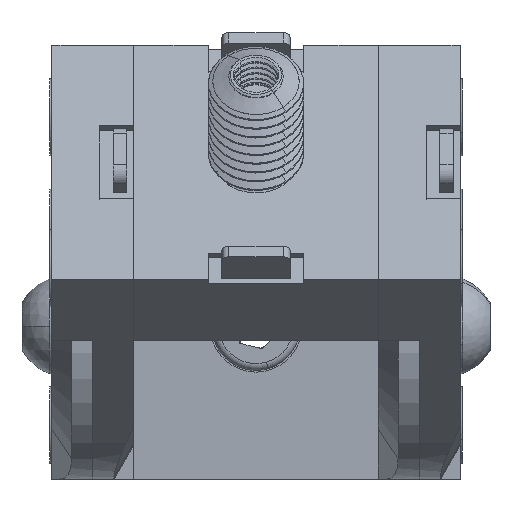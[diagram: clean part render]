
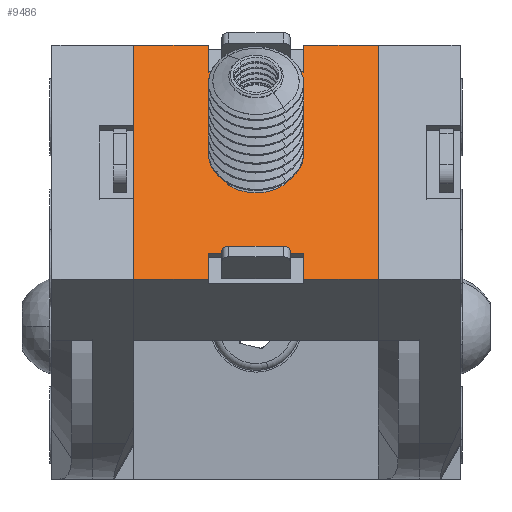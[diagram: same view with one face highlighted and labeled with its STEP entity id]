
A CAD part, front view. The second image highlights one B-rep face of the part: STEP entity #9486.
In plain terms, the highlighted planar face has unit normal (0, -0.766, 0.643).
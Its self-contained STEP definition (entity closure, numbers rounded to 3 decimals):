
#174 = EDGE_LOOP ( 'NONE', ( #16288, #16308 ) ) ;
#547 = EDGE_LOOP ( 'NONE', ( #16291, #16462, #16608, #16460, #16461, #16456, #16458, #16451, #16452, #16449, #16278, #16543 ) ) ;
#1454 = CARTESIAN_POINT ( 'NONE',  ( -5.03, -75.127, 29.369 ) ) ;
#1455 = CARTESIAN_POINT ( 'NONE',  ( 8.97, -75.127, 29.369 ) ) ;
#1457 = CARTESIAN_POINT ( 'NONE',  ( 1.97, -58.028, 49.745 ) ) ;
#1461 = CARTESIAN_POINT ( 'NONE',  ( 1.97, -63.299, 43.464 ) ) ;
#1465 = CARTESIAN_POINT ( 'NONE',  ( -5.03, -71.913, 33.199 ) ) ;
#1466 = CARTESIAN_POINT ( 'NONE',  ( 8.97, -71.913, 33.199 ) ) ;
#1477 = CARTESIAN_POINT ( 'NONE',  ( 8.97, -46.201, 63.841 ) ) ;
#1481 = CARTESIAN_POINT ( 'NONE',  ( 19.97, -46.201, 63.841 ) ) ;
#1484 = CARTESIAN_POINT ( 'NONE',  ( -16.03, -75.127, 29.369 ) ) ;
#1493 = CARTESIAN_POINT ( 'NONE',  ( -5.03, -49.415, 60.01 ) ) ;
#1494 = CARTESIAN_POINT ( 'NONE',  ( 8.97, -49.415, 60.01 ) ) ;
#1500 = CARTESIAN_POINT ( 'NONE',  ( -16.03, -46.201, 63.841 ) ) ;
#1503 = CARTESIAN_POINT ( 'NONE',  ( -5.03, -46.201, 63.841 ) ) ;
#1572 = CARTESIAN_POINT ( 'NONE',  ( 19.97, -75.127, 29.369 ) ) ;
#1630 = CARTESIAN_POINT ( 'NONE',  ( -16.03, -46.201, 63.841 ) ) ;
#1635 = DIRECTION ( 'NONE',  ( 0., -0.643, -0.766 ) ) ;
#1669 = CARTESIAN_POINT ( 'NONE',  ( -5.03, -46.201, 63.841 ) ) ;
#1691 = DIRECTION ( 'NONE',  ( 0., -0.643, -0.766 ) ) ;
#1699 = DIRECTION ( 'NONE',  ( 1., 0., 0. ) ) ;
#1704 = CARTESIAN_POINT ( 'NONE',  ( 8.97, -75.127, 29.369 ) ) ;
#1705 = CARTESIAN_POINT ( 'NONE',  ( 19.97, -46.201, 63.841 ) ) ;
#1706 = DIRECTION ( 'NONE',  ( 0., 0.643, 0.766 ) ) ;
#1708 = CARTESIAN_POINT ( 'NONE',  ( 19.97, -46.201, 63.841 ) ) ;
#1709 = DIRECTION ( 'NONE',  ( 1., 0., 0. ) ) ;
#1712 = CARTESIAN_POINT ( 'NONE',  ( -5.03, -75.127, 29.369 ) ) ;
#1713 = CARTESIAN_POINT ( 'NONE',  ( 19.97, -75.127, 29.369 ) ) ;
#1719 = DIRECTION ( 'NONE',  ( 1., 0., 0. ) ) ;
#1724 = CARTESIAN_POINT ( 'NONE',  ( 19.97, -75.127, 29.369 ) ) ;
#1725 = DIRECTION ( 'NONE',  ( 1., 0., 0. ) ) ;
#1727 = DIRECTION ( 'NONE',  ( -1., 0., 0. ) ) ;
#1729 = DIRECTION ( 'NONE',  ( 0., -0.643, -0.766 ) ) ;
#1730 = CARTESIAN_POINT ( 'NONE',  ( 19.97, -46.201, 63.841 ) ) ;
#1732 = CARTESIAN_POINT ( 'NONE',  ( 8.97, -71.913, 33.199 ) ) ;
#1733 = CARTESIAN_POINT ( 'NONE',  ( 1.97, -60.664, 46.605 ) ) ;
#1734 = DIRECTION ( 'NONE',  ( 0., 0.766, -0.643 ) ) ;
#1735 = DIRECTION ( 'NONE',  ( 0., -0.643, -0.766 ) ) ;
#1737 = DIRECTION ( 'NONE',  ( 0., -0.643, -0.766 ) ) ;
#1739 = CARTESIAN_POINT ( 'NONE',  ( 1.97, -60.664, 46.605 ) ) ;
#1740 = DIRECTION ( 'NONE',  ( 0., 0.766, -0.643 ) ) ;
#1741 = DIRECTION ( 'NONE',  ( 0., -0.643, -0.766 ) ) ;
#1742 = CARTESIAN_POINT ( 'NONE',  ( 8.97, -46.201, 63.841 ) ) ;
#1743 = DIRECTION ( 'NONE',  ( 0., 0.643, 0.766 ) ) ;
#8232 = LINE ( 'NONE', #1630, #8237 ) ;
#8237 = VECTOR ( 'NONE', #1635, 1000. ) ;
#8268 = LINE ( 'NONE', #1669, #8281 ) ;
#8281 = VECTOR ( 'NONE', #1691, 1000. ) ;
#8292 = LINE ( 'NONE', #1704, #8295 ) ;
#8294 = LINE ( 'NONE', #1713, #8308 ) ;
#8295 = VECTOR ( 'NONE', #1706, 1000. ) ;
#8296 = LINE ( 'NONE', #1708, #8299 ) ;
#8299 = VECTOR ( 'NONE', #1709, 1000. ) ;
#8302 = LINE ( 'NONE', #1705, #8304 ) ;
#8304 = VECTOR ( 'NONE', #1699, 1000. ) ;
#8305 = LINE ( 'NONE', #1712, #8318 ) ;
#8308 = VECTOR ( 'NONE', #1719, 1000. ) ;
#8311 = LINE ( 'NONE', #1724, #8314 ) ;
#8314 = VECTOR ( 'NONE', #1725, 1000. ) ;
#8315 = LINE ( 'NONE', #1732, #8321 ) ;
#8317 = CIRCLE ( 'NONE', #10186, 4.1 ) ;
#8318 = VECTOR ( 'NONE', #1729, 1000. ) ;
#8319 = LINE ( 'NONE', #1730, #8323 ) ;
#8321 = VECTOR ( 'NONE', #1727, 1000. ) ;
#8322 = CIRCLE ( 'NONE', #10187, 4.1 ) ;
#8323 = VECTOR ( 'NONE', #1737, 1000. ) ;
#8325 = LINE ( 'NONE', #1742, #8328 ) ;
#8328 = VECTOR ( 'NONE', #1743, 1000. ) ;
#8414 = LINE ( 'NONE', #15565, #8425 ) ;
#8425 = VECTOR ( 'NONE', #15579, 1000. ) ;
#9486 = ADVANCED_FACE ( 'NONE', ( #11957, #11960 ), #14538, .F. ) ;
#10186 = AXIS2_PLACEMENT_3D ( 'NONE', #1733, #1734, #1735 ) ;
#10187 = AXIS2_PLACEMENT_3D ( 'NONE', #1739, #1740, #1741 ) ;
#11957 = FACE_BOUND ( 'NONE', #174, .T. ) ;
#11960 = FACE_OUTER_BOUND ( 'NONE', #547, .T. ) ;
#14533 = CARTESIAN_POINT ( 'NONE',  ( 19.97, -46.201, 63.841 ) ) ;
#14538 = PLANE ( 'NONE',  #21227 ) ;
#14546 = DIRECTION ( 'NONE',  ( 0., 0.766, -0.643 ) ) ;
#14547 = DIRECTION ( 'NONE',  ( 0., -0.643, -0.766 ) ) ;
#15565 = CARTESIAN_POINT ( 'NONE',  ( 8.97, -49.415, 60.01 ) ) ;
#15579 = DIRECTION ( 'NONE',  ( 1., 0., 0. ) ) ;
#16106 = VERTEX_POINT ( 'NONE', #1454 ) ;
#16107 = VERTEX_POINT ( 'NONE', #1455 ) ;
#16109 = VERTEX_POINT ( 'NONE', #1457 ) ;
#16113 = VERTEX_POINT ( 'NONE', #1461 ) ;
#16117 = VERTEX_POINT ( 'NONE', #1465 ) ;
#16118 = VERTEX_POINT ( 'NONE', #1466 ) ;
#16129 = VERTEX_POINT ( 'NONE', #1477 ) ;
#16133 = VERTEX_POINT ( 'NONE', #1481 ) ;
#16136 = VERTEX_POINT ( 'NONE', #1484 ) ;
#16145 = VERTEX_POINT ( 'NONE', #1493 ) ;
#16146 = VERTEX_POINT ( 'NONE', #1494 ) ;
#16152 = VERTEX_POINT ( 'NONE', #1500 ) ;
#16155 = VERTEX_POINT ( 'NONE', #1503 ) ;
#16225 = VERTEX_POINT ( 'NONE', #1572 ) ;
#16278 = ORIENTED_EDGE ( 'NONE', *, *, #17228, .T. ) ;
#16288 = ORIENTED_EDGE ( 'NONE', *, *, #17234, .T. ) ;
#16291 = ORIENTED_EDGE ( 'NONE', *, *, #17235, .F. ) ;
#16308 = ORIENTED_EDGE ( 'NONE', *, *, #17237, .T. ) ;
#16449 = ORIENTED_EDGE ( 'NONE', *, *, #17189, .T. ) ;
#16451 = ORIENTED_EDGE ( 'NONE', *, *, #17214, .F. ) ;
#16452 = ORIENTED_EDGE ( 'NONE', *, *, #17223, .F. ) ;
#16456 = ORIENTED_EDGE ( 'NONE', *, *, #17239, .F. ) ;
#16458 = ORIENTED_EDGE ( 'NONE', *, *, #17327, .F. ) ;
#16460 = ORIENTED_EDGE ( 'NONE', *, *, #17236, .F. ) ;
#16461 = ORIENTED_EDGE ( 'NONE', *, *, #17226, .F. ) ;
#16462 = ORIENTED_EDGE ( 'NONE', *, *, #17221, .F. ) ;
#16543 = ORIENTED_EDGE ( 'NONE', *, *, #17233, .F. ) ;
#16608 = ORIENTED_EDGE ( 'NONE', *, *, #17231, .T. ) ;
#17189 = EDGE_CURVE ( 'NONE', #16152, #16136, #8232, .T. ) ;
#17214 = EDGE_CURVE ( 'NONE', #16155, #16145, #8268, .T. ) ;
#17221 = EDGE_CURVE ( 'NONE', #16107, #16118, #8292, .T. ) ;
#17223 = EDGE_CURVE ( 'NONE', #16152, #16155, #8296, .T. ) ;
#17226 = EDGE_CURVE ( 'NONE', #16129, #16133, #8302, .T. ) ;
#17228 = EDGE_CURVE ( 'NONE', #16136, #16106, #8294, .T. ) ;
#17231 = EDGE_CURVE ( 'NONE', #16107, #16225, #8311, .T. ) ;
#17233 = EDGE_CURVE ( 'NONE', #16117, #16106, #8305, .T. ) ;
#17234 = EDGE_CURVE ( 'NONE', #16113, #16109, #8317, .T. ) ;
#17235 = EDGE_CURVE ( 'NONE', #16118, #16117, #8315, .T. ) ;
#17236 = EDGE_CURVE ( 'NONE', #16133, #16225, #8319, .T. ) ;
#17237 = EDGE_CURVE ( 'NONE', #16109, #16113, #8322, .T. ) ;
#17239 = EDGE_CURVE ( 'NONE', #16146, #16129, #8325, .T. ) ;
#17327 = EDGE_CURVE ( 'NONE', #16145, #16146, #8414, .T. ) ;
#21227 = AXIS2_PLACEMENT_3D ( 'NONE', #14533, #14546, #14547 ) ;
